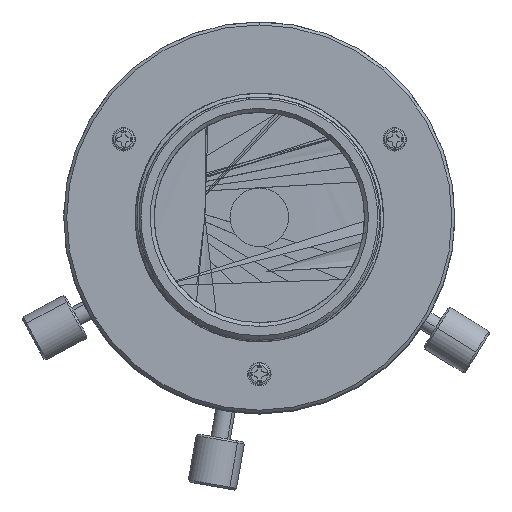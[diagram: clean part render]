
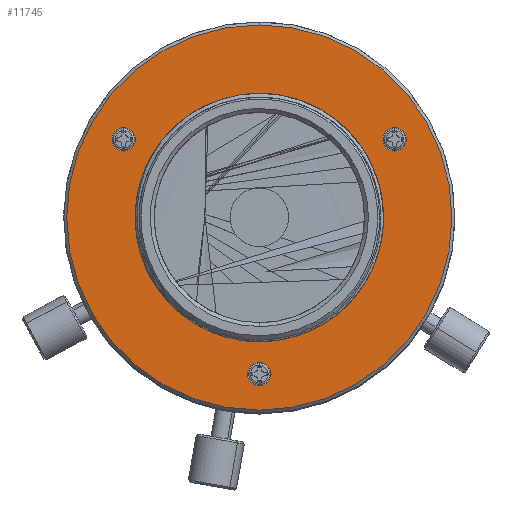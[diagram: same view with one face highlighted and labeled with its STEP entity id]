
A CAD part, top view. The second image highlights one B-rep face of the part: STEP entity #11745.
In plain terms, the highlighted face is planar.
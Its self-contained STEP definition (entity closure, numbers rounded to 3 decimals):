
#423 = ORIENTED_EDGE ( 'NONE', *, *, #17126, .T. ) ;
#978 = VERTEX_POINT ( 'NONE', #23486 ) ;
#1072 = CIRCLE ( 'NONE', #3632, 1.2 ) ;
#1431 = ORIENTED_EDGE ( 'NONE', *, *, #10874, .T. ) ;
#1435 = ORIENTED_EDGE ( 'NONE', *, *, #4814, .T. ) ;
#2243 = ORIENTED_EDGE ( 'NONE', *, *, #27005, .T. ) ;
#2348 = VERTEX_POINT ( 'NONE', #18558 ) ;
#2808 = ORIENTED_EDGE ( 'NONE', *, *, #5953, .T. ) ;
#2920 = AXIS2_PLACEMENT_3D ( 'NONE', #5530, #5469, #5464 ) ;
#3384 = EDGE_CURVE ( 'NONE', #11046, #978, #23510, .T. ) ;
#3632 = AXIS2_PLACEMENT_3D ( 'NONE', #21183, #21119, #21054 ) ;
#3744 = EDGE_LOOP ( 'NONE', ( #5232, #13465 ) ) ;
#4316 = CARTESIAN_POINT ( 'NONE',  ( 0., -2.674, 12.1 ) ) ;
#4814 = EDGE_CURVE ( 'NONE', #20896, #2348, #26267, .T. ) ;
#4882 = VERTEX_POINT ( 'NONE', #16212 ) ;
#5009 = AXIS2_PLACEMENT_3D ( 'NONE', #23048, #23154, #23190 ) ;
#5232 = ORIENTED_EDGE ( 'NONE', *, *, #3384, .T. ) ;
#5464 = DIRECTION ( 'NONE',  ( 0., 0., -1. ) ) ;
#5469 = DIRECTION ( 'NONE',  ( 0., 1., 0. ) ) ;
#5530 = CARTESIAN_POINT ( 'NONE',  ( -13.856, -2.674, 8. ) ) ;
#5953 = EDGE_CURVE ( 'NONE', #11779, #8574, #21110, .T. ) ;
#6363 = AXIS2_PLACEMENT_3D ( 'NONE', #12064, #12029, #11996 ) ;
#6416 = VERTEX_POINT ( 'NONE', #7258 ) ;
#7088 = AXIS2_PLACEMENT_3D ( 'NONE', #14820, #14617, #14509 ) ;
#7258 = CARTESIAN_POINT ( 'NONE',  ( 13.856, -2.674, 9.2 ) ) ;
#7407 = CIRCLE ( 'NONE', #6363, 19.7 ) ;
#8315 = AXIS2_PLACEMENT_3D ( 'NONE', #18154, #18060, #17999 ) ;
#8350 = FACE_OUTER_BOUND ( 'NONE', #13310, .T. ) ;
#8494 = CARTESIAN_POINT ( 'NONE',  ( 0., -2.674, -12.1 ) ) ;
#8574 = VERTEX_POINT ( 'NONE', #28032 ) ;
#9740 = ORIENTED_EDGE ( 'NONE', *, *, #28060, .T. ) ;
#10086 = AXIS2_PLACEMENT_3D ( 'NONE', #25068, #24993, #24963 ) ;
#10179 = VERTEX_POINT ( 'NONE', #4316 ) ;
#10197 = CARTESIAN_POINT ( 'NONE',  ( 0., -2.674, -17.2 ) ) ;
#10285 = ORIENTED_EDGE ( 'NONE', *, *, #28819, .T. ) ;
#10874 = EDGE_CURVE ( 'NONE', #18430, #10179, #17427, .T. ) ;
#11046 = VERTEX_POINT ( 'NONE', #10197 ) ;
#11669 = EDGE_LOOP ( 'NONE', ( #423, #10285 ) ) ;
#11745 = ADVANCED_FACE ( 'NONE', ( #14025, #12092, #14236, #17085, #8350 ), #17099, .T. ) ;
#11779 = VERTEX_POINT ( 'NONE', #17780 ) ;
#11996 = DIRECTION ( 'NONE',  ( 0., 0., 1. ) ) ;
#12029 = DIRECTION ( 'NONE',  ( 0., -1., 0. ) ) ;
#12064 = CARTESIAN_POINT ( 'NONE',  ( 0., -2.674, 0. ) ) ;
#12092 = FACE_BOUND ( 'NONE', #11669, .T. ) ;
#13242 = EDGE_LOOP ( 'NONE', ( #20983, #2808 ) ) ;
#13267 = CARTESIAN_POINT ( 'NONE',  ( 13.856, -2.674, 8. ) ) ;
#13310 = EDGE_LOOP ( 'NONE', ( #2243, #1435 ) ) ;
#13337 = DIRECTION ( 'NONE',  ( 0., 1., 0. ) ) ;
#13426 = DIRECTION ( 'NONE',  ( 0., 0., -1. ) ) ;
#13465 = ORIENTED_EDGE ( 'NONE', *, *, #19072, .T. ) ;
#14025 = FACE_BOUND ( 'NONE', #13242, .T. ) ;
#14236 = FACE_BOUND ( 'NONE', #3744, .T. ) ;
#14509 = DIRECTION ( 'NONE',  ( 0., 0., -1. ) ) ;
#14617 = DIRECTION ( 'NONE',  ( 0., 1., 0. ) ) ;
#14820 = CARTESIAN_POINT ( 'NONE',  ( -13.856, -2.674, 8. ) ) ;
#15752 = DIRECTION ( 'NONE',  ( 0., -1., 0. ) ) ;
#16212 = CARTESIAN_POINT ( 'NONE',  ( 13.856, -2.674, 6.8 ) ) ;
#17085 = FACE_BOUND ( 'NONE', #17492, .T. ) ;
#17099 = PLANE ( 'NONE',  #30179 ) ;
#17126 = EDGE_CURVE ( 'NONE', #4882, #6416, #23450, .T. ) ;
#17207 = CARTESIAN_POINT ( 'NONE',  ( 0., -2.674, 0. ) ) ;
#17303 = DIRECTION ( 'NONE',  ( 0., 0., -1. ) ) ;
#17427 = CIRCLE ( 'NONE', #27298, 12.1 ) ;
#17492 = EDGE_LOOP ( 'NONE', ( #1431, #9740 ) ) ;
#17780 = CARTESIAN_POINT ( 'NONE',  ( -13.856, -2.674, 9.2 ) ) ;
#17923 = DIRECTION ( 'NONE',  ( 0., 0., -1. ) ) ;
#17944 = DIRECTION ( 'NONE',  ( 0., 1., 0. ) ) ;
#17950 = CARTESIAN_POINT ( 'NONE',  ( 0., -2.674, 0. ) ) ;
#17999 = DIRECTION ( 'NONE',  ( 0., 0., 1. ) ) ;
#18060 = DIRECTION ( 'NONE',  ( 0., -1., 0. ) ) ;
#18154 = CARTESIAN_POINT ( 'NONE',  ( 0., -2.674, 0. ) ) ;
#18430 = VERTEX_POINT ( 'NONE', #8494 ) ;
#18558 = CARTESIAN_POINT ( 'NONE',  ( 0., -2.674, 19.7 ) ) ;
#18978 = AXIS2_PLACEMENT_3D ( 'NONE', #24022, #24094, #24219 ) ;
#19072 = EDGE_CURVE ( 'NONE', #978, #11046, #30702, .T. ) ;
#19395 = CIRCLE ( 'NONE', #2920, 1.2 ) ;
#19669 = CARTESIAN_POINT ( 'NONE',  ( 0., -2.674, -19.7 ) ) ;
#20896 = VERTEX_POINT ( 'NONE', #19669 ) ;
#20983 = ORIENTED_EDGE ( 'NONE', *, *, #29304, .T. ) ;
#21054 = DIRECTION ( 'NONE',  ( 0., 0., -1. ) ) ;
#21110 = CIRCLE ( 'NONE', #7088, 1.2 ) ;
#21119 = DIRECTION ( 'NONE',  ( 0., 1., 0. ) ) ;
#21183 = CARTESIAN_POINT ( 'NONE',  ( 13.856, -2.674, 8. ) ) ;
#21651 = AXIS2_PLACEMENT_3D ( 'NONE', #13267, #13337, #13426 ) ;
#23048 = CARTESIAN_POINT ( 'NONE',  ( 0., -2.674, 0. ) ) ;
#23154 = DIRECTION ( 'NONE',  ( 0., 1., 0. ) ) ;
#23190 = DIRECTION ( 'NONE',  ( 0., 0., -1. ) ) ;
#23450 = CIRCLE ( 'NONE', #21651, 1.2 ) ;
#23486 = CARTESIAN_POINT ( 'NONE',  ( 0., -2.674, -14.8 ) ) ;
#23510 = CIRCLE ( 'NONE', #10086, 1.2 ) ;
#24022 = CARTESIAN_POINT ( 'NONE',  ( 0., -2.674, -16. ) ) ;
#24094 = DIRECTION ( 'NONE',  ( 0., 1., 0. ) ) ;
#24219 = DIRECTION ( 'NONE',  ( 0., 0., -1. ) ) ;
#24963 = DIRECTION ( 'NONE',  ( 0., 0., -1. ) ) ;
#24993 = DIRECTION ( 'NONE',  ( 0., 1., 0. ) ) ;
#25068 = CARTESIAN_POINT ( 'NONE',  ( 0., -2.674, -16. ) ) ;
#26267 = CIRCLE ( 'NONE', #8315, 19.7 ) ;
#27005 = EDGE_CURVE ( 'NONE', #2348, #20896, #7407, .T. ) ;
#27298 = AXIS2_PLACEMENT_3D ( 'NONE', #17950, #17944, #17923 ) ;
#28032 = CARTESIAN_POINT ( 'NONE',  ( -13.856, -2.674, 6.8 ) ) ;
#28060 = EDGE_CURVE ( 'NONE', #10179, #18430, #30425, .T. ) ;
#28819 = EDGE_CURVE ( 'NONE', #6416, #4882, #1072, .T. ) ;
#29304 = EDGE_CURVE ( 'NONE', #8574, #11779, #19395, .T. ) ;
#30179 = AXIS2_PLACEMENT_3D ( 'NONE', #17207, #15752, #17303 ) ;
#30425 = CIRCLE ( 'NONE', #5009, 12.1 ) ;
#30702 = CIRCLE ( 'NONE', #18978, 1.2 ) ;
